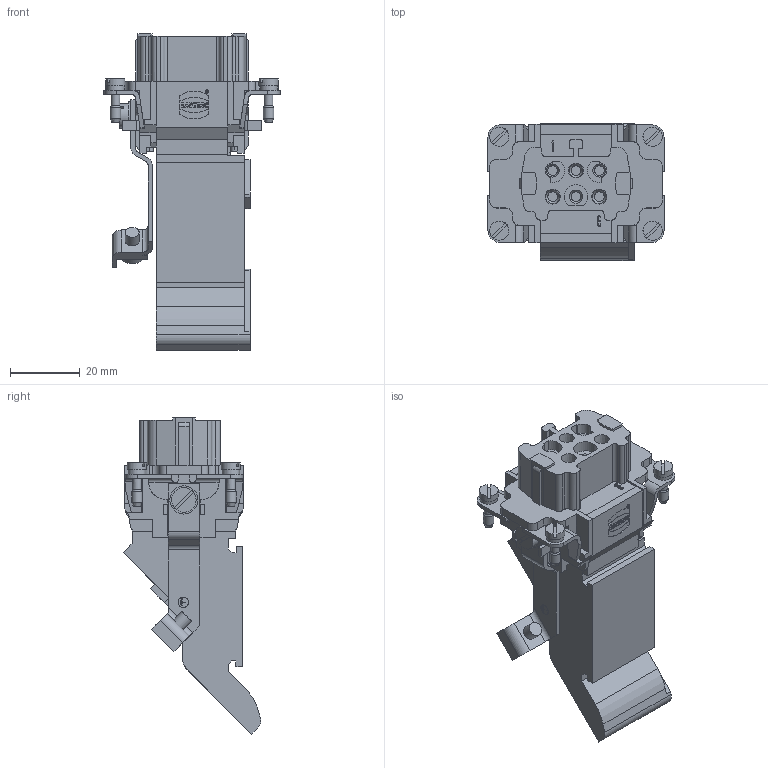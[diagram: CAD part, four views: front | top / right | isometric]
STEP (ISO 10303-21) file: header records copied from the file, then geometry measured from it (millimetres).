
FILE_DESCRIPTION(/* description */ (''),/* implementation_level */ '2;1');
FILE_NAME(/* name */ '100662358ugm000_b.stp',/* time_stamp */ '2019-09-11T11:05:12+02:00',/* author */ (''),/* organization */ (''),/* preprocessor_version */ 'ST-DEVELOPER v16.7',/* originating_system */ 'SIEMENS PLM Software NX 12.0',/* authorisation */ '');
FILE_SCHEMA (('AUTOMOTIVE_DESIGN { 1 0 10303 214 3 1 1 1 }'));
Length unit declared in the file: millimetre
Products named in the file (1): 100662358ugm000_b
Bounding box: 50.6 x 39.45 x 90.91 mm (x, y, z)
Volume: 52729.5 mm3; surface area: 17931.7 mm2
Topology: 1 solids, 3 shells, 768 faces, 2170 edges, 1554 vertices
Faces by surface type: plane 586, cylinder 148, cone 25, extrusion 9
Full cylindrical faces by diameter (mm): 0.911 x1, 1.077 x1, 2.3 x2, 2.45 x2, 2.5 x4, 2.8 x6, 2.925 x1, 3 x5, 3.242 x1, 4 x1, 5 x10, 5.5 x4, 7 x2, 8.081 x1
Entity records: 28072 total; most frequent: CARTESIAN_POINT 5266, ORIENTED_EDGE 3966, DIRECTION 3898, EDGE_CURVE 1983, VECTOR 1622, LINE 1613, VERTEX_POINT 1345, AXIS2_PLACEMENT_3D 1138
